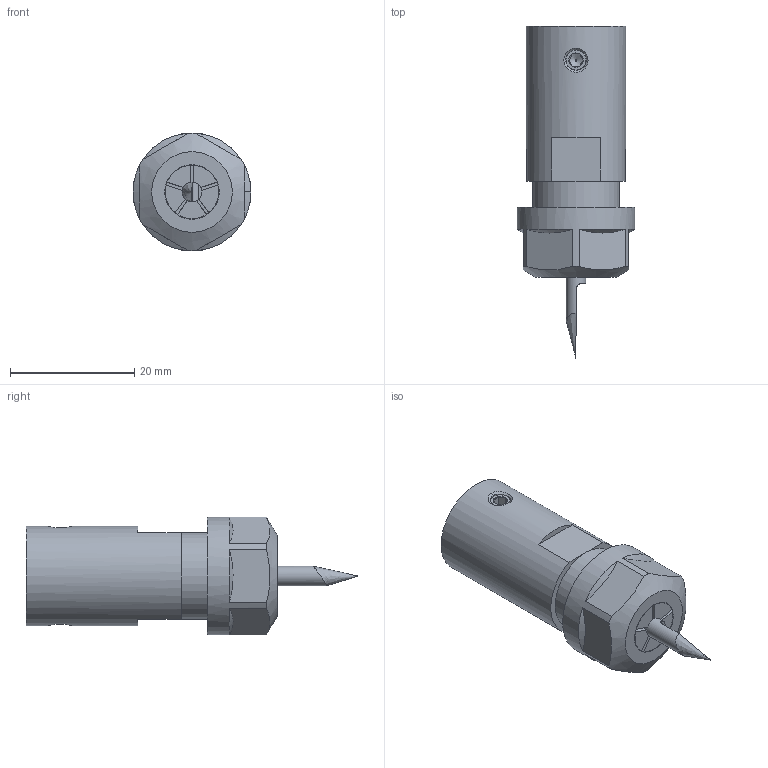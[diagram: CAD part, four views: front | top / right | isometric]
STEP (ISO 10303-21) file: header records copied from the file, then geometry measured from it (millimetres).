
FILE_DESCRIPTION(('FreeCAD Model'),'2;1');
FILE_NAME('Open CASCADE Shape Model','2021-07-22T23:11:28',(''),(''), 'Open CASCADE STEP processor 7.5','FreeCAD','Unknown');
FILE_SCHEMA(('AUTOMOTIVE_DESIGN { 1 0 10303 214 1 1 1 1 }'));
Length unit declared in the file: millimetre
Products named in the file (7): ER_11Full; Body; Cut; Body003; Cut001; M4x5-Screw; M4x5-Screw001
Assembly tree (6 placements, depth 2):
  ER_11Full
    Body
    Cut
    Body003
    Cut001
    M4x5-Screw
    M4x5-Screw001
Bounding box: 19 x 53.5 x 19 mm (x, y, z)
Volume: 7561.8 mm3; surface area: 6473.5 mm2
Topology: 6 solids, 6 shells, 160 faces, 429 edges, 278 vertices
Faces by surface type: plane 87, cone 42, cylinder 24, bspline 5, sphere 2
Full cylindrical faces by diameter (mm): 3.175 x2, 3.3 x2, 4.04 x2, 5 x1, 10 x1, 13.25 x1, 14 x1, 15 x1, 16 x1, 19 x1
Entity records: 13343 total; most frequent: CARTESIAN_POINT 4813, DIRECTION 1602, ORIENTED_EDGE 852, PCURVE 852, DEFINITIONAL_REPRESENTATION 852, LINE 703, VECTOR 703, EDGE_CURVE 426
